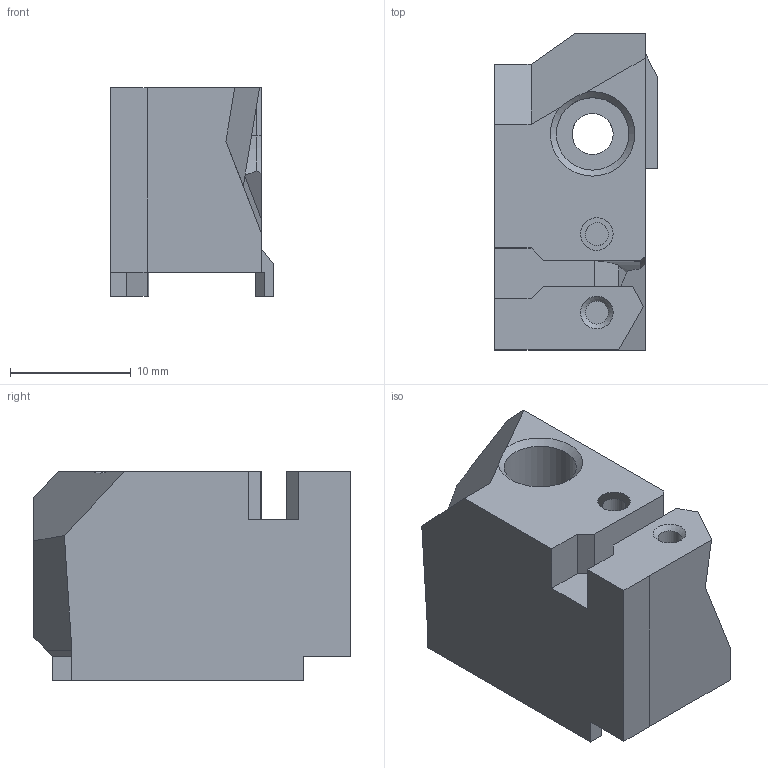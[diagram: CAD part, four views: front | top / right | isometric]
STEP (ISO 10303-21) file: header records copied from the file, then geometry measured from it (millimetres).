
FILE_DESCRIPTION(/* description */ (''),/* implementation_level */ '2;1');
FILE_NAME(/* name */ 'Toolhead Plate X-Endstop.step',/* time_stamp */ '2024-01-12T18:31:52-08:00',/* author */ (''),/* organization */ (''),/* preprocessor_version */ 'ST-DEVELOPER v20',/* originating_system */ 'Autodesk Translation Framework v12.14.0.127',/* authorisation */ '');
FILE_SCHEMA (('AUTOMOTIVE_DESIGN { 1 0 10303 214 3 1 1 }'));
Length unit declared in the file: millimetre
Products named in the file (1): Toolhead Plate X-Endstop
Bounding box: 13.45 x 26.2 x 17.3 mm (x, y, z)
Volume: 4183.6 mm3; surface area: 2229.7 mm2
Topology: 1 solids, 1 shells, 70 faces, 183 edges, 118 vertices
Faces by surface type: plane 58, cylinder 5, bspline 4, cone 3
Full cylindrical faces by diameter (mm): 1.9 x2, 3.4 x1, 6 x1
Entity records: 2630 total; most frequent: CARTESIAN_POINT 895, ORIENTED_EDGE 366, DIRECTION 321, EDGE_CURVE 183, LINE 155, VECTOR 155, VERTEX_POINT 118, AXIS2_PLACEMENT_3D 83
